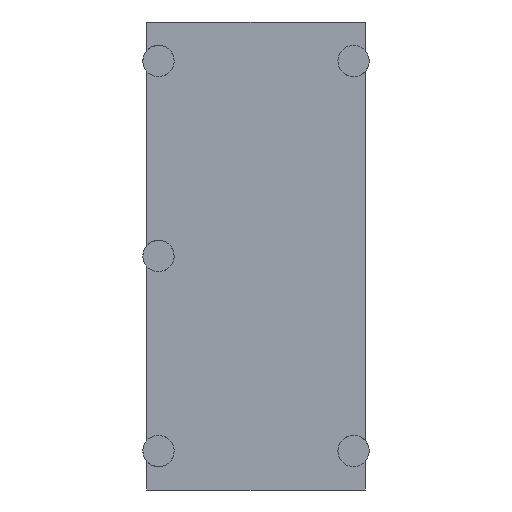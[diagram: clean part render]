
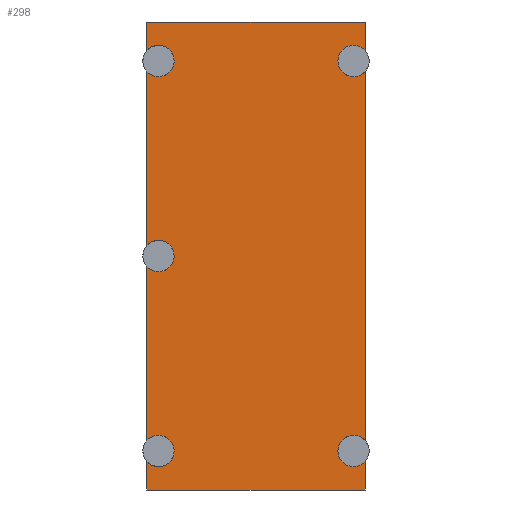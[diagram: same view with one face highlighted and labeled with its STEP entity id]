
A CAD part, front view. The second image highlights one B-rep face of the part: STEP entity #298.
In plain terms, the highlighted planar face has unit normal (0, -1, 0).
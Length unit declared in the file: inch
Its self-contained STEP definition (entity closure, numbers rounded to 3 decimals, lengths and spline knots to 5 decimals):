
#20=LINE($,#492,#42);
#21=LINE($,#493,#43);
#22=LINE($,#494,#44);
#23=LINE($,#496,#45);
#27=LINE($,#503,#49);
#30=LINE($,#509,#52);
#31=LINE($,#510,#53);
#32=LINE($,#511,#54);
#34=LINE($,#514,#56);
#42=VECTOR($,#410,0.01471);
#43=VECTOR($,#411,0.08942);
#44=VECTOR($,#412,0.08942);
#45=VECTOR($,#413,0.01471);
#49=VECTOR($,#419,0.112);
#52=VECTOR($,#424,0.01471);
#53=VECTOR($,#425,0.18942);
#54=VECTOR($,#426,0.01471);
#56=VECTOR($,#430,0.112);
#71=PLANE($,#337);
#97=FACE_OUTER_BOUND($,#123,.T.);
#123=EDGE_LOOP($,(#256,#257,#258,#259,#260,#261,#262,#263,#264,#265,#266,
#267,#268,#269));
#127=CIRCLE($,#306,0.008);
#129=CIRCLE($,#311,0.008);
#133=CIRCLE($,#318,0.008);
#136=CIRCLE($,#324,0.008);
#138=CIRCLE($,#329,0.008);
#141=VERTEX_POINT($,#439);
#142=VERTEX_POINT($,#440);
#144=VERTEX_POINT($,#449);
#145=VERTEX_POINT($,#450);
#147=VERTEX_POINT($,#459);
#148=VERTEX_POINT($,#460);
#150=VERTEX_POINT($,#469);
#151=VERTEX_POINT($,#470);
#153=VERTEX_POINT($,#479);
#154=VERTEX_POINT($,#480);
#157=VERTEX_POINT($,#490);
#158=VERTEX_POINT($,#495);
#160=VERTEX_POINT($,#501);
#162=VERTEX_POINT($,#507);
#165=EDGE_CURVE($,#141,#142,#127,.T.);
#168=EDGE_CURVE($,#144,#145,#129,.T.);
#173=EDGE_CURVE($,#147,#148,#133,.T.);
#177=EDGE_CURVE($,#150,#151,#136,.T.);
#180=EDGE_CURVE($,#153,#154,#138,.T.);
#185=EDGE_CURVE($,#157,#151,#20,.T.);
#186=EDGE_CURVE($,#150,#148,#21,.T.);
#187=EDGE_CURVE($,#147,#142,#22,.T.);
#188=EDGE_CURVE($,#141,#158,#23,.T.);
#192=EDGE_CURVE($,#160,#157,#27,.T.);
#195=EDGE_CURVE($,#162,#145,#30,.T.);
#196=EDGE_CURVE($,#144,#154,#31,.T.);
#197=EDGE_CURVE($,#153,#160,#32,.T.);
#199=EDGE_CURVE($,#158,#162,#34,.T.);
#256=ORIENTED_EDGE($,*,*,#165,.T.);
#257=ORIENTED_EDGE($,*,*,#187,.F.);
#258=ORIENTED_EDGE($,*,*,#173,.T.);
#259=ORIENTED_EDGE($,*,*,#186,.F.);
#260=ORIENTED_EDGE($,*,*,#177,.T.);
#261=ORIENTED_EDGE($,*,*,#185,.F.);
#262=ORIENTED_EDGE($,*,*,#192,.F.);
#263=ORIENTED_EDGE($,*,*,#197,.F.);
#264=ORIENTED_EDGE($,*,*,#180,.T.);
#265=ORIENTED_EDGE($,*,*,#196,.F.);
#266=ORIENTED_EDGE($,*,*,#168,.T.);
#267=ORIENTED_EDGE($,*,*,#195,.F.);
#268=ORIENTED_EDGE($,*,*,#199,.F.);
#269=ORIENTED_EDGE($,*,*,#188,.F.);
#298=ADVANCED_FACE($,(#97),#71,.F.);
#306=AXIS2_PLACEMENT_3D($,#442,#347,#348);
#311=AXIS2_PLACEMENT_3D($,#451,#358,#359);
#318=AXIS2_PLACEMENT_3D($,#462,#373,#374);
#324=AXIS2_PLACEMENT_3D($,#472,#386,#387);
#329=AXIS2_PLACEMENT_3D($,#481,#397,#398);
#337=AXIS2_PLACEMENT_3D($,#515,#431,#432);
#347=DIRECTION('center_axis',(0.,1.,0.));
#348=DIRECTION('ref_axis',(1.,0.,0.));
#358=DIRECTION('center_axis',(0.,1.,0.));
#359=DIRECTION('ref_axis',(1.,0.,0.));
#373=DIRECTION('center_axis',(0.,1.,0.));
#374=DIRECTION('ref_axis',(1.,0.,0.));
#386=DIRECTION('center_axis',(0.,1.,0.));
#387=DIRECTION('ref_axis',(1.,0.,0.));
#397=DIRECTION('center_axis',(0.,1.,0.));
#398=DIRECTION('ref_axis',(1.,0.,0.));
#410=DIRECTION($,(0.,0.,1.));
#411=DIRECTION($,(0.,0.,1.));
#412=DIRECTION($,(0.,0.,1.));
#413=DIRECTION($,(0.,0.,1.));
#419=DIRECTION($,(-1.,0.,0.));
#424=DIRECTION($,(0.,0.,-1.));
#425=DIRECTION($,(0.,0.,-1.));
#426=DIRECTION($,(0.,0.,-1.));
#430=DIRECTION($,(1.,0.,0.));
#431=DIRECTION('center_axis',(0.,1.,0.));
#432=DIRECTION('ref_axis',(0.,0.,1.));
#439=CARTESIAN_POINT('',(-0.056,0.,0.10529));
#440=CARTESIAN_POINT('',(-0.056,0.,0.09471));
#442=CARTESIAN_POINT('Origin',(-0.05,0.,0.1));
#449=CARTESIAN_POINT('',(0.056,0.,0.09471));
#450=CARTESIAN_POINT('',(0.056,0.,0.10529));
#451=CARTESIAN_POINT('Origin',(0.05,0.,0.1));
#459=CARTESIAN_POINT('',(-0.056,0.,0.00529));
#460=CARTESIAN_POINT('',(-0.056,0.,-0.00529));
#462=CARTESIAN_POINT('Origin',(-0.05,0.,0.));
#469=CARTESIAN_POINT('',(-0.056,0.,-0.09471));
#470=CARTESIAN_POINT('',(-0.056,0.,-0.10529));
#472=CARTESIAN_POINT('Origin',(-0.05,0.,-0.1));
#479=CARTESIAN_POINT('',(0.056,0.,-0.10529));
#480=CARTESIAN_POINT('',(0.056,0.,-0.09471));
#481=CARTESIAN_POINT('Origin',(0.05,0.,-0.1));
#490=CARTESIAN_POINT('',(-0.056,0.,-0.12));
#492=CARTESIAN_POINT($,(-0.056,0.,-0.12));
#493=CARTESIAN_POINT($,(-0.056,0.,-0.12));
#494=CARTESIAN_POINT($,(-0.056,0.,-0.12));
#495=CARTESIAN_POINT('',(-0.056,0.,0.12));
#496=CARTESIAN_POINT($,(-0.056,0.,-0.12));
#501=CARTESIAN_POINT('',(0.056,0.,-0.12));
#503=CARTESIAN_POINT($,(0.056,0.,-0.12));
#507=CARTESIAN_POINT('',(0.056,0.,0.12));
#509=CARTESIAN_POINT($,(0.056,0.,0.12));
#510=CARTESIAN_POINT($,(0.056,0.,0.12));
#511=CARTESIAN_POINT($,(0.056,0.,0.12));
#514=CARTESIAN_POINT($,(-0.056,0.,0.12));
#515=CARTESIAN_POINT('Origin',(0.,0.,0.));
